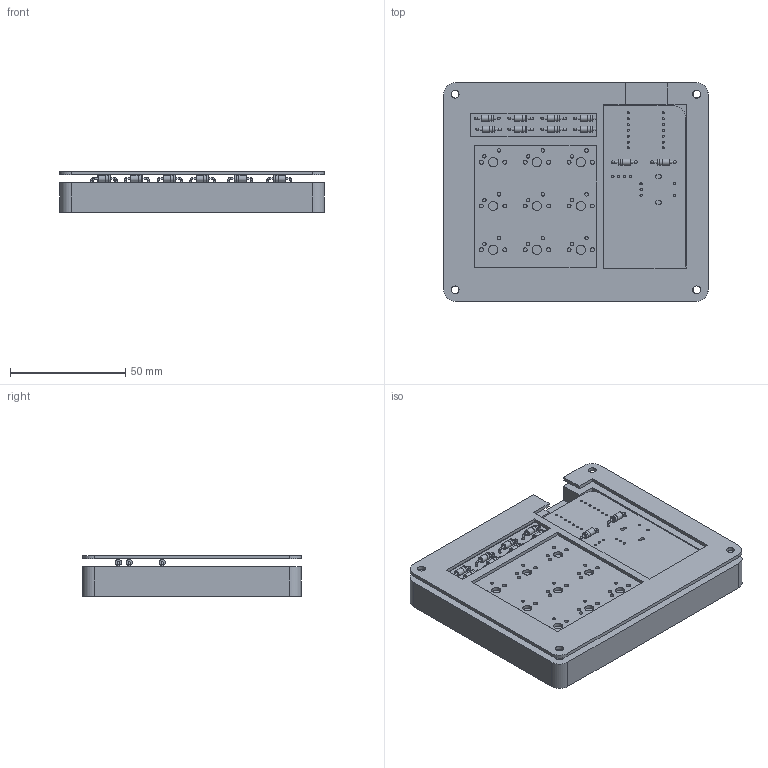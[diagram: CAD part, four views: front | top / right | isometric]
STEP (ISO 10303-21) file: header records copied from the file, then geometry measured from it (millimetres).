
FILE_DESCRIPTION(/* description */ ('KiCad electronic assembly'),/* implementation_level */ '2;1');
FILE_NAME(/* name */ 'Hackpad_Arya_CAD.step',/* time_stamp */ '2025-05-25T16:34:13-05:00',/* author */ (''),/* organization */ (''),/* preprocessor_version */ 'ST-DEVELOPER v20.1',/* originating_system */ 'Autodesk Translation Framework v14.10.0.0',/* authorisation */ '');
FILE_SCHEMA (('AUTOMOTIVE_DESIGN { 1 0 10303 214 3 1 1 }'));
Length unit declared in the file: millimetre
Products named in the file (6): aryapad_v1 1; aryapad_v1_PCB; D_DO-41_SOD81_P10.16mm_Horizontal; hackpad base plate; Component1; Hackpad Top Plate
Assembly tree (14 placements, depth 3):
  aryapad_v1 1
    D_DO-41_SOD81_P10.16mm_Horizontal  x10
    aryapad_v1_PCB
    hackpad base plate
      Component1
    Hackpad Top Plate
Bounding box: 115.1 x 95.09 x 17.81 mm (x, y, z)
Volume: 84461.5 mm3; surface area: 58152.1 mm2
Topology: 13 solids, 13 shells, 1205 faces, 3213 edges, 2142 vertices
Faces by surface type: bspline 594, plane 405, cylinder 186, torus 20
Full cylindrical faces by diameter (mm): 0.8 x40, 0.889 x14, 1 x9, 1.1 x20, 1.5 x18, 1.7 x18, 2.7 x20, 2.72 x10, 3.4 x8, 4 x9, 6 x4
Entity records: 40354 total; most frequent: CARTESIAN_POINT 16146, ORIENTED_EDGE 5940, DIRECTION 3024, EDGE_CURVE 2970, VERTEX_POINT 1980, LINE 1528, VECTOR 1528, EDGE_LOOP 1342
